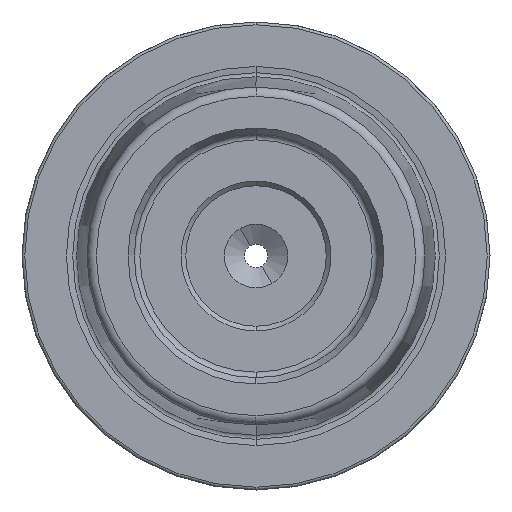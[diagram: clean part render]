
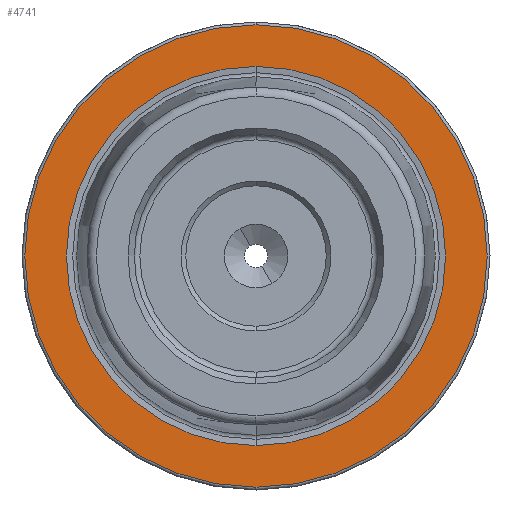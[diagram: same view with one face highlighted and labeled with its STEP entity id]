
A CAD part, left-side view. The second image highlights one B-rep face of the part: STEP entity #4741.
In plain terms, the highlighted planar face has unit normal (-1, 0, 0).
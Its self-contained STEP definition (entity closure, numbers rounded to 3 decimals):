
#802 = DIRECTION ( 'NONE',  ( -1., 0., 0. ) ) ;
#1544 = AXIS2_PLACEMENT_3D ( 'NONE', #14073, #802, #4122 ) ;
#2186 = DIRECTION ( 'NONE',  ( -1., 0., 0. ) ) ;
#2682 = EDGE_LOOP ( 'NONE', ( #5047, #5740 ) ) ;
#2775 = CIRCLE ( 'NONE', #6121, 20.258 ) ;
#3146 = AXIS2_PLACEMENT_3D ( 'NONE', #11006, #11986, #5339 ) ;
#3691 = DIRECTION ( 'NONE',  ( 0., 0., 1. ) ) ;
#3834 = EDGE_CURVE ( 'NONE', #9428, #11335, #2775, .T. ) ;
#4122 = DIRECTION ( 'NONE',  ( 0., 0., 1. ) ) ;
#4354 = VERTEX_POINT ( 'NONE', #4638 ) ;
#4638 = CARTESIAN_POINT ( 'NONE',  ( 0., 0., 24.7 ) ) ;
#4741 = ADVANCED_FACE ( 'NONE', ( #10189, #9149 ), #8867, .F. ) ;
#4996 = AXIS2_PLACEMENT_3D ( 'NONE', #9978, #2186, #3691 ) ;
#5047 = ORIENTED_EDGE ( 'NONE', *, *, #11060, .T. ) ;
#5339 = DIRECTION ( 'NONE',  ( 0., 0., -1. ) ) ;
#5740 = ORIENTED_EDGE ( 'NONE', *, *, #8893, .T. ) ;
#5936 = DIRECTION ( 'NONE',  ( -1., 0., 0. ) ) ;
#6121 = AXIS2_PLACEMENT_3D ( 'NONE', #7001, #5936, #13676 ) ;
#6129 = DIRECTION ( 'NONE',  ( -1., 0., 0. ) ) ;
#6262 = CARTESIAN_POINT ( 'NONE',  ( 0., 0., 0. ) ) ;
#6408 = VERTEX_POINT ( 'NONE', #7782 ) ;
#7001 = CARTESIAN_POINT ( 'NONE',  ( 0., 0., 0. ) ) ;
#7103 = AXIS2_PLACEMENT_3D ( 'NONE', #6262, #6129, #12952 ) ;
#7111 = ORIENTED_EDGE ( 'NONE', *, *, #8131, .F. ) ;
#7207 = CIRCLE ( 'NONE', #4996, 24.7 ) ;
#7782 = CARTESIAN_POINT ( 'NONE',  ( 0., 0., -24.7 ) ) ;
#8131 = EDGE_CURVE ( 'NONE', #11335, #9428, #14102, .T. ) ;
#8867 = PLANE ( 'NONE',  #3146 ) ;
#8893 = EDGE_CURVE ( 'NONE', #6408, #4354, #10838, .T. ) ;
#9149 = FACE_OUTER_BOUND ( 'NONE', #2682, .T. ) ;
#9428 = VERTEX_POINT ( 'NONE', #11240 ) ;
#9978 = CARTESIAN_POINT ( 'NONE',  ( 0., 0., 0. ) ) ;
#10189 = FACE_BOUND ( 'NONE', #10195, .T. ) ;
#10195 = EDGE_LOOP ( 'NONE', ( #13961, #7111 ) ) ;
#10838 = CIRCLE ( 'NONE', #1544, 24.7 ) ;
#11006 = CARTESIAN_POINT ( 'NONE',  ( 0., 24.7, 0. ) ) ;
#11060 = EDGE_CURVE ( 'NONE', #4354, #6408, #7207, .T. ) ;
#11240 = CARTESIAN_POINT ( 'NONE',  ( 0., 0., 20.258 ) ) ;
#11335 = VERTEX_POINT ( 'NONE', #12828 ) ;
#11986 = DIRECTION ( 'NONE',  ( 1., 0., 0. ) ) ;
#12828 = CARTESIAN_POINT ( 'NONE',  ( 0., 0., -20.258 ) ) ;
#12952 = DIRECTION ( 'NONE',  ( 0., 0., 1. ) ) ;
#13676 = DIRECTION ( 'NONE',  ( 0., 0., 1. ) ) ;
#13961 = ORIENTED_EDGE ( 'NONE', *, *, #3834, .F. ) ;
#14073 = CARTESIAN_POINT ( 'NONE',  ( 0., 0., 0. ) ) ;
#14102 = CIRCLE ( 'NONE', #7103, 20.258 ) ;
